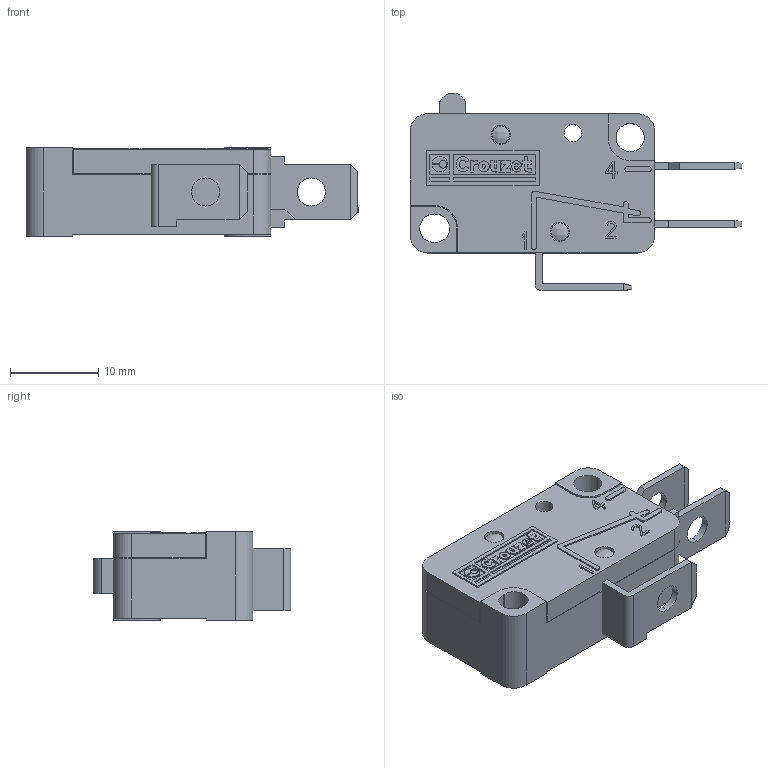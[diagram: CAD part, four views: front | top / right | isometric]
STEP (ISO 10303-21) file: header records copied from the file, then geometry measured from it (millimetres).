
FILE_DESCRIPTION (( 'STEP AP214' ), '1' );
FILE_NAME ('27990022.step', '2016-05-09T12:22:42', ( '' ), ( '' ), 'SwSTEP 2.0', 'SolidWorks 2015', '' );
FILE_SCHEMA (( 'AUTOMOTIVE_DESIGN' ));
Length unit declared in the file: inch
Products named in the file (1): 27990022
Bounding box: 37.7 x 22.45 x 10 mm (x, y, z)
Volume: 4128.3 mm3; surface area: 3353.5 mm2
Topology: 3 solids, 3 shells, 337 faces, 898 edges, 592 vertices
Faces by surface type: plane 238, cylinder 97, bspline 2
Entity records: 10554 total; most frequent: CARTESIAN_POINT 1858, ORIENTED_EDGE 1796, DIRECTION 1764, EDGE_CURVE 898, VECTOR 704, LINE 704, VERTEX_POINT 592, AXIS2_PLACEMENT_3D 530
